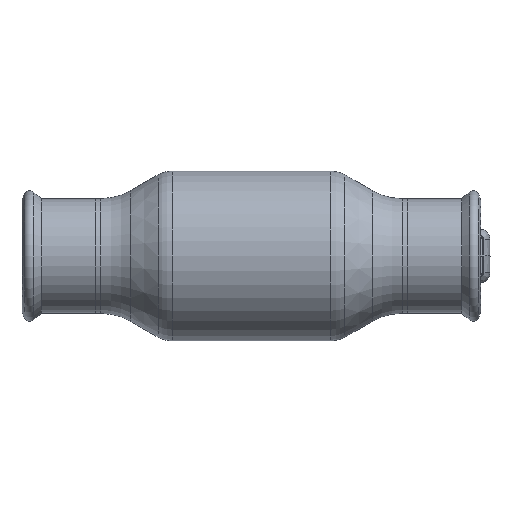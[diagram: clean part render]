
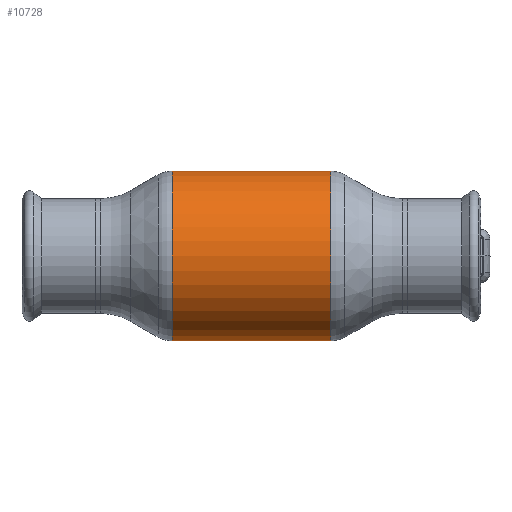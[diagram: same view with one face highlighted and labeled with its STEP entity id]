
A CAD part, front view. The second image highlights one B-rep face of the part: STEP entity #10728.
In plain terms, the highlighted cylindrical face has radius 42.5 mm (diameter 85 mm), a partial arc.
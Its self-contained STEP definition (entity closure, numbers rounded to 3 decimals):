
#3934 = LINE ( 'NONE', #12190, #60978 ) ;
#10150 = CARTESIAN_POINT ( 'NONE',  ( -62.69, 0., 0. ) ) ;
#10643 = AXIS2_PLACEMENT_3D ( 'NONE', #32588, #31541, #56301 ) ;
#10728 = ADVANCED_FACE ( 'NONE', ( #58332 ), #34776, .T. ) ;
#11521 = VERTEX_POINT ( 'NONE', #17524 ) ;
#12078 = CARTESIAN_POINT ( 'NONE',  ( -62.69, 0., 42.5 ) ) ;
#12190 = CARTESIAN_POINT ( 'NONE',  ( -62.69, 0., -42.5 ) ) ;
#14326 = DIRECTION ( 'NONE',  ( 0., 0., 1. ) ) ;
#15808 = ORIENTED_EDGE ( 'NONE', *, *, #19563, .F. ) ;
#17524 = CARTESIAN_POINT ( 'NONE',  ( 39.749, 0., 42.5 ) ) ;
#19097 = ORIENTED_EDGE ( 'NONE', *, *, #39614, .T. ) ;
#19563 = EDGE_CURVE ( 'NONE', #44334, #61437, #3934, .T. ) ;
#20242 = CARTESIAN_POINT ( 'NONE',  ( 39.749, 0., -42.5 ) ) ;
#23069 = AXIS2_PLACEMENT_3D ( 'NONE', #10150, #28661, #14326 ) ;
#26359 = CARTESIAN_POINT ( 'NONE',  ( -39.749, 0., -42.5 ) ) ;
#26899 = EDGE_CURVE ( 'NONE', #44334, #11521, #52907, .T. ) ;
#28661 = DIRECTION ( 'NONE',  ( -1., 0., 0. ) ) ;
#29287 = ORIENTED_EDGE ( 'NONE', *, *, #26899, .T. ) ;
#31316 = EDGE_LOOP ( 'NONE', ( #15808, #29287, #19097, #38982 ) ) ;
#31541 = DIRECTION ( 'NONE',  ( -1., 0., 0. ) ) ;
#32588 = CARTESIAN_POINT ( 'NONE',  ( 39.749, 0., 0. ) ) ;
#32785 = VECTOR ( 'NONE', #35978, 1000. ) ;
#32949 = CARTESIAN_POINT ( 'NONE',  ( -39.749, 0., 42.5 ) ) ;
#34776 = CYLINDRICAL_SURFACE ( 'NONE', #23069, 42.5 ) ;
#35978 = DIRECTION ( 'NONE',  ( -1., 0., 0. ) ) ;
#36013 = DIRECTION ( 'NONE',  ( -1., 0., 0. ) ) ;
#38919 = AXIS2_PLACEMENT_3D ( 'NONE', #45651, #36013, #50192 ) ;
#38982 = ORIENTED_EDGE ( 'NONE', *, *, #59204, .F. ) ;
#39614 = EDGE_CURVE ( 'NONE', #11521, #58292, #40899, .T. ) ;
#40899 = LINE ( 'NONE', #12078, #32785 ) ;
#44334 = VERTEX_POINT ( 'NONE', #20242 ) ;
#45651 = CARTESIAN_POINT ( 'NONE',  ( -39.749, 0., 0. ) ) ;
#50192 = DIRECTION ( 'NONE',  ( 0., 0., 1. ) ) ;
#52907 = CIRCLE ( 'NONE', #10643, 42.5 ) ;
#55652 = DIRECTION ( 'NONE',  ( -1., 0., 0. ) ) ;
#56301 = DIRECTION ( 'NONE',  ( 0., 0., 1. ) ) ;
#57997 = CIRCLE ( 'NONE', #38919, 42.5 ) ;
#58292 = VERTEX_POINT ( 'NONE', #32949 ) ;
#58332 = FACE_OUTER_BOUND ( 'NONE', #31316, .T. ) ;
#59204 = EDGE_CURVE ( 'NONE', #61437, #58292, #57997, .T. ) ;
#60978 = VECTOR ( 'NONE', #55652, 1000. ) ;
#61437 = VERTEX_POINT ( 'NONE', #26359 ) ;
